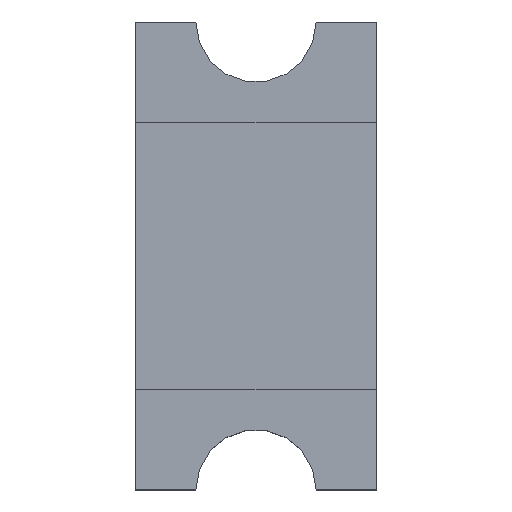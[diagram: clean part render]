
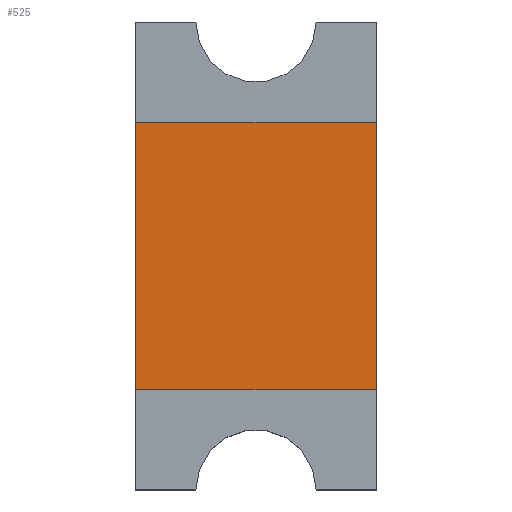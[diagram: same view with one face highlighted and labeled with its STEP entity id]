
A CAD part, top view. The second image highlights one B-rep face of the part: STEP entity #525.
In plain terms, the highlighted planar face has unit normal (0, 0, 1).
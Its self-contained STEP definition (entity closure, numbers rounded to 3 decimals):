
#209 = VERTEX_POINT('',#210);
#210 = CARTESIAN_POINT('',(-0.9,1.,0.85));
#216 = EDGE_CURVE('',#209,#217,#219,.T.);
#217 = VERTEX_POINT('',#218);
#218 = CARTESIAN_POINT('',(0.9,1.,0.85));
#219 = LINE('',#220,#221);
#220 = CARTESIAN_POINT('',(-0.9,1.,0.85));
#221 = VECTOR('',#222,1.);
#222 = DIRECTION('',(1.,0.,0.));
#525 = ADVANCED_FACE('',(#526),#551,.T.);
#526 = FACE_BOUND('',#527,.T.);
#527 = EDGE_LOOP('',(#528,#536,#544,#550));
#528 = ORIENTED_EDGE('',*,*,#529,.F.);
#529 = EDGE_CURVE('',#530,#209,#532,.T.);
#530 = VERTEX_POINT('',#531);
#531 = CARTESIAN_POINT('',(-0.9,-1.,0.85));
#532 = LINE('',#533,#534);
#533 = CARTESIAN_POINT('',(-0.9,-1.,0.85));
#534 = VECTOR('',#535,1.);
#535 = DIRECTION('',(0.,1.,0.));
#536 = ORIENTED_EDGE('',*,*,#537,.T.);
#537 = EDGE_CURVE('',#530,#538,#540,.T.);
#538 = VERTEX_POINT('',#539);
#539 = CARTESIAN_POINT('',(0.9,-1.,0.85));
#540 = LINE('',#541,#542);
#541 = CARTESIAN_POINT('',(-0.9,-1.,0.85));
#542 = VECTOR('',#543,1.);
#543 = DIRECTION('',(1.,0.,0.));
#544 = ORIENTED_EDGE('',*,*,#545,.T.);
#545 = EDGE_CURVE('',#538,#217,#546,.T.);
#546 = LINE('',#547,#548);
#547 = CARTESIAN_POINT('',(0.9,-1.,0.85));
#548 = VECTOR('',#549,1.);
#549 = DIRECTION('',(0.,1.,0.));
#550 = ORIENTED_EDGE('',*,*,#216,.F.);
#551 = PLANE('',#552);
#552 = AXIS2_PLACEMENT_3D('',#553,#554,#555);
#553 = CARTESIAN_POINT('',(-0.9,-1.,0.85));
#554 = DIRECTION('',(0.,0.,1.));
#555 = DIRECTION('',(1.,0.,0.));
